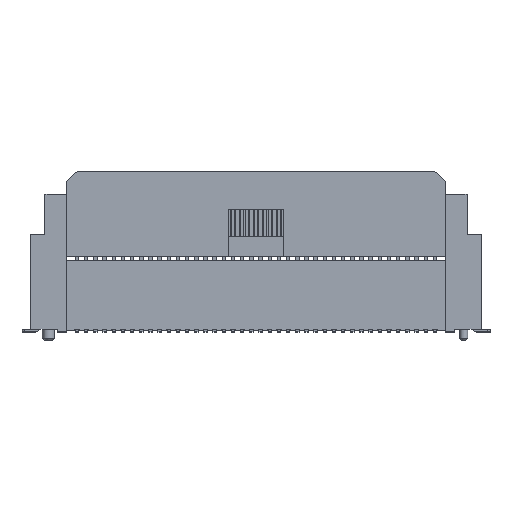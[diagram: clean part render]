
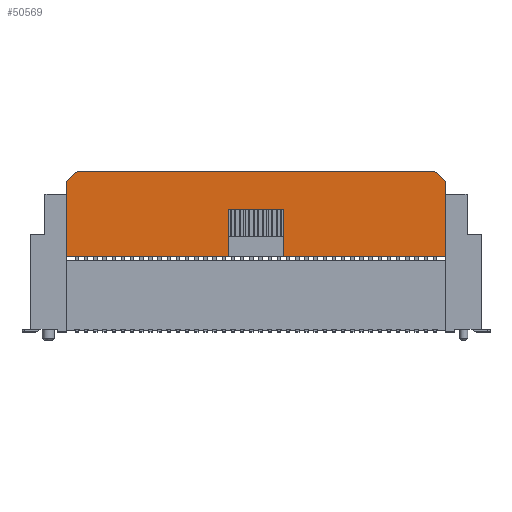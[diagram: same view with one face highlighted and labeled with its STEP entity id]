
A CAD part, top view. The second image highlights one B-rep face of the part: STEP entity #50569.
In plain terms, the highlighted planar face has unit normal (0, 0, 1).
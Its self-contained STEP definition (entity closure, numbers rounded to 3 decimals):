
#1225=DIRECTION('',(0.707,-0.707,0.));
#1226=VECTOR('',#1225,1.273);
#1227=CARTESIAN_POINT('',(15.6,14.,2.9));
#1228=LINE('',#1227,#1226);
#1229=DIRECTION('',(0.,-1.,0.));
#1230=VECTOR('',#1229,5.4);
#1231=CARTESIAN_POINT('',(16.5,12.,2.9));
#1232=LINE('',#1231,#1230);
#1233=DIRECTION('',(-1.,0.,0.));
#1234=VECTOR('',#1233,14.1);
#1235=CARTESIAN_POINT('',(16.5,6.6,2.9));
#1236=LINE('',#1235,#1234);
#1237=DIRECTION('',(-1.,0.,0.));
#1238=VECTOR('',#1237,14.1);
#1239=CARTESIAN_POINT('',(-2.4,6.6,2.9));
#1240=LINE('',#1239,#1238);
#1241=DIRECTION('',(0.,1.,0.));
#1242=VECTOR('',#1241,5.4);
#1243=CARTESIAN_POINT('',(-16.5,6.6,2.9));
#1244=LINE('',#1243,#1242);
#1245=DIRECTION('',(0.707,0.707,0.));
#1246=VECTOR('',#1245,1.273);
#1247=CARTESIAN_POINT('',(-16.5,13.1,2.9));
#1248=LINE('',#1247,#1246);
#1249=DIRECTION('',(1.,0.,0.));
#1250=VECTOR('',#1249,31.2);
#1251=CARTESIAN_POINT('',(-15.6,14.,2.9));
#1252=LINE('',#1251,#1250);
#1261=DIRECTION('',(0.,-1.,0.));
#1262=VECTOR('',#1261,1.1);
#1263=CARTESIAN_POINT('',(-16.5,13.1,2.9));
#1264=LINE('',#1263,#1262);
#1981=DIRECTION('',(0.,1.,0.));
#1982=VECTOR('',#1981,4.1);
#1983=CARTESIAN_POINT('',(-2.4,6.6,2.9));
#1984=LINE('',#1983,#1982);
#1993=DIRECTION('',(1.,0.,0.));
#1994=VECTOR('',#1993,4.8);
#1995=CARTESIAN_POINT('',(-2.4,10.7,2.9));
#1996=LINE('',#1995,#1994);
#2005=DIRECTION('',(0.,-1.,0.));
#2006=VECTOR('',#2005,4.1);
#2007=CARTESIAN_POINT('',(2.4,10.7,2.9));
#2008=LINE('',#2007,#2006);
#34885=DIRECTION('',(0.,-1.,0.));
#34886=VECTOR('',#34885,1.1);
#34887=CARTESIAN_POINT('',(16.5,13.1,2.9));
#34888=LINE('',#34887,#34886);
#40321=CARTESIAN_POINT('',(-16.5,6.6,2.9));
#40322=VERTEX_POINT('',#40321);
#40323=CARTESIAN_POINT('',(-16.5,12.,2.9));
#40324=VERTEX_POINT('',#40323);
#42143=CARTESIAN_POINT('',(16.5,6.6,2.9));
#42144=VERTEX_POINT('',#42143);
#42145=CARTESIAN_POINT('',(2.4,6.6,2.9));
#42146=VERTEX_POINT('',#42145);
#42151=CARTESIAN_POINT('',(-2.4,6.6,2.9));
#42152=VERTEX_POINT('',#42151);
#44581=CARTESIAN_POINT('',(16.5,12.,2.9));
#44582=VERTEX_POINT('',#44581);
#44589=CARTESIAN_POINT('',(-15.6,14.,2.9));
#44590=CARTESIAN_POINT('',(15.6,14.,2.9));
#44591=VERTEX_POINT('',#44589);
#44592=VERTEX_POINT('',#44590);
#44593=CARTESIAN_POINT('',(-16.5,13.1,2.9));
#44594=VERTEX_POINT('',#44593);
#44595=CARTESIAN_POINT('',(-2.4,10.7,2.9));
#44596=VERTEX_POINT('',#44595);
#44597=CARTESIAN_POINT('',(2.4,10.7,2.9));
#44598=VERTEX_POINT('',#44597);
#44599=CARTESIAN_POINT('',(16.5,13.1,2.9));
#44600=VERTEX_POINT('',#44599);
#50542=CARTESIAN_POINT('',(0.,10.3,2.9));
#50543=DIRECTION('',(0.,0.,1.));
#50544=DIRECTION('',(-1.,0.,0.));
#50545=AXIS2_PLACEMENT_3D('',#50542,#50543,#50544);
#50546=PLANE('',#50545);
#50548=ORIENTED_EDGE('',*,*,#50547,.T.);
#50550=ORIENTED_EDGE('',*,*,#50549,.T.);
#50552=ORIENTED_EDGE('',*,*,#50551,.T.);
#50553=ORIENTED_EDGE('',*,*,#49377,.T.);
#50554=ORIENTED_EDGE('',*,*,#49416,.T.);
#50556=ORIENTED_EDGE('',*,*,#50555,.F.);
#50558=ORIENTED_EDGE('',*,*,#50557,.F.);
#50560=ORIENTED_EDGE('',*,*,#50559,.F.);
#50561=ORIENTED_EDGE('',*,*,#49408,.T.);
#50562=ORIENTED_EDGE('',*,*,#48299,.T.);
#50564=ORIENTED_EDGE('',*,*,#50563,.F.);
#50566=ORIENTED_EDGE('',*,*,#50565,.T.);
#50567=EDGE_LOOP('',(#50548,#50550,#50552,#50553,#50554,#50556,#50558,#50560,
#50561,#50562,#50564,#50566));
#50568=FACE_OUTER_BOUND('',#50567,.F.);
#50569=ADVANCED_FACE('',(#50568),#50546,.T.);
#48299=EDGE_CURVE('',#40322,#40324,#1244,.T.);
#49377=EDGE_CURVE('',#44582,#42144,#1232,.T.);
#49408=EDGE_CURVE('',#42152,#40322,#1240,.T.);
#49416=EDGE_CURVE('',#42144,#42146,#1236,.T.);
#50547=EDGE_CURVE('',#44591,#44592,#1252,.T.);
#50549=EDGE_CURVE('',#44592,#44600,#1228,.T.);
#50551=EDGE_CURVE('',#44600,#44582,#34888,.T.);
#50555=EDGE_CURVE('',#44598,#42146,#2008,.T.);
#50557=EDGE_CURVE('',#44596,#44598,#1996,.T.);
#50559=EDGE_CURVE('',#42152,#44596,#1984,.T.);
#50563=EDGE_CURVE('',#44594,#40324,#1264,.T.);
#50565=EDGE_CURVE('',#44594,#44591,#1248,.T.);
